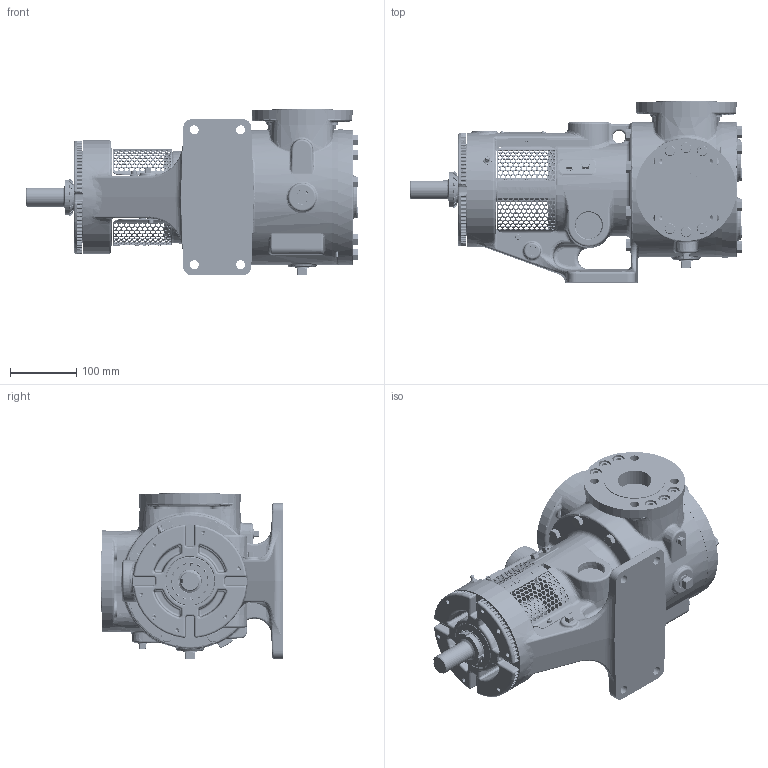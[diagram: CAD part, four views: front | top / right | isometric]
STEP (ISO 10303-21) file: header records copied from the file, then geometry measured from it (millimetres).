
FILE_DESCRIPTION (( 'STEP AP214' ), '1' );
FILE_NAME ('KV-2635.STEP', '2024-02-12T16:37:21', ( '' ), ( '' ), 'SwSTEP 2.0', 'SolidWorks 2022', '' );
FILE_SCHEMA (( 'AUTOMOTIVE_DESIGN' ));
Length unit declared in the file: millimetre
Products named in the file (1): KV-2635
Bounding box: 500.27 x 273.05 x 250.82 mm (x, y, z)
Volume: 9073778 mm3; surface area: 636796.6 mm2
Topology: 1 solids, 1 shells, 7343 faces, 19444 edges, 12297 vertices
Faces by surface type: bspline 3188, plane 2361, cone 826, cylinder 703, torus 164, sphere 101
Entity records: 371357 total; most frequent: CARTESIAN_POINT 161332, ORIENTED_EDGE 38694, DIRECTION 24758, EDGE_CURVE 19347, VERTEX_POINT 12286, AXIS2_PLACEMENT_3D 8940, EDGE_LOOP 8491, B_SPLINE_CURVE_WITH_KNOTS 7410
